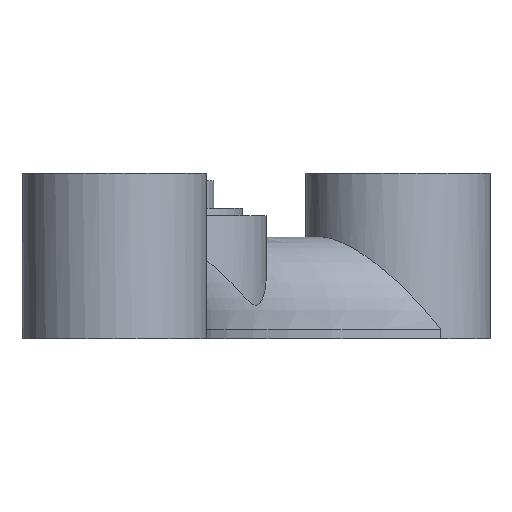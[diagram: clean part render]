
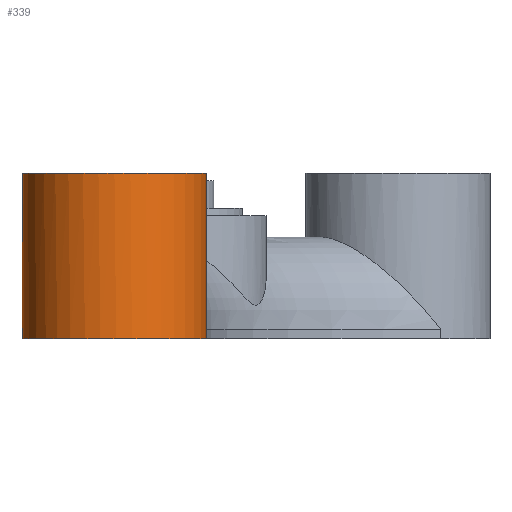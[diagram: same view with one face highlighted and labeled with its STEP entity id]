
A CAD part, front view. The second image highlights one B-rep face of the part: STEP entity #339.
In plain terms, the highlighted cylindrical face has radius 9.5 mm (diameter 19 mm), a partial arc.
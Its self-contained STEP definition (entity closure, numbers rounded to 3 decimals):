
#13 = EDGE_CURVE ( 'NONE', #891, #880, #942, .T. ) ;
#19 = EDGE_CURVE ( 'NONE', #891, #865, #947, .T. ) ;
#30 = EDGE_CURVE ( 'NONE', #868, #867, #960, .T. ) ;
#31 = EDGE_CURVE ( 'NONE', #865, #868, #3670, .T. ) ;
#339 = ADVANCED_FACE ( 'NONE', ( #2895 ), #2898, .T. ) ;
#533 = CIRCLE ( 'NONE', #604, 9.5 ) ;
#604 = AXIS2_PLACEMENT_3D ( 'NONE', #2182, #2183, #2184 ) ;
#692 = AXIS2_PLACEMENT_3D ( 'NONE', #5139, #5137, #5135 ) ;
#764 = AXIS2_PLACEMENT_3D ( 'NONE', #1061, #1062, #1063 ) ;
#796 = ORIENTED_EDGE ( 'NONE', *, *, #19, .T. ) ;
#801 = ORIENTED_EDGE ( 'NONE', *, *, #30, .T. ) ;
#802 = ORIENTED_EDGE ( 'NONE', *, *, #4384, .F. ) ;
#835 = ORIENTED_EDGE ( 'NONE', *, *, #31, .T. ) ;
#839 = ORIENTED_EDGE ( 'NONE', *, *, #13, .F. ) ;
#840 = ORIENTED_EDGE ( 'NONE', *, *, #4394, .T. ) ;
#860 = VERTEX_POINT ( 'NONE', #1301 ) ;
#865 = VERTEX_POINT ( 'NONE', #1305 ) ;
#867 = VERTEX_POINT ( 'NONE', #1306 ) ;
#868 = VERTEX_POINT ( 'NONE', #1307 ) ;
#880 = VERTEX_POINT ( 'NONE', #1317 ) ;
#891 = VERTEX_POINT ( 'NONE', #1328 ) ;
#942 = CIRCLE ( 'NONE', #764, 9.5 ) ;
#947 = LINE ( 'NONE', #1081, #948 ) ;
#948 = VECTOR ( 'NONE', #1083, 1000. ) ;
#956 = VECTOR ( 'NONE', #2823, 1000. ) ;
#960 = LINE ( 'NONE', #2822, #956 ) ;
#1061 = CARTESIAN_POINT ( 'NONE',  ( -13.777, -25.137, 17.1 ) ) ;
#1062 = DIRECTION ( 'NONE',  ( 0., 0., 1. ) ) ;
#1063 = DIRECTION ( 'NONE',  ( 1., 0., 0. ) ) ;
#1081 = CARTESIAN_POINT ( 'NONE',  ( -23.277, -25.137, 10.5 ) ) ;
#1083 = DIRECTION ( 'NONE',  ( 0., 0., -1. ) ) ;
#1301 = CARTESIAN_POINT ( 'NONE',  ( -4.277, -25.137, 0. ) ) ;
#1305 = CARTESIAN_POINT ( 'NONE',  ( -23.277, -25.137, 1.326 ) ) ;
#1306 = CARTESIAN_POINT ( 'NONE',  ( -23.271, -25.49, 0. ) ) ;
#1307 = CARTESIAN_POINT ( 'NONE',  ( -23.271, -25.49, 1. ) ) ;
#1317 = CARTESIAN_POINT ( 'NONE',  ( -4.277, -25.137, 17.1 ) ) ;
#1328 = CARTESIAN_POINT ( 'NONE',  ( -23.277, -25.137, 17.1 ) ) ;
#2144 = CARTESIAN_POINT ( 'NONE',  ( -4.277, -25.137, 10.5 ) ) ;
#2145 = DIRECTION ( 'NONE',  ( 0., 0., -1. ) ) ;
#2182 = CARTESIAN_POINT ( 'NONE',  ( -13.777, -25.137, 0. ) ) ;
#2183 = DIRECTION ( 'NONE',  ( 0., 0., 1. ) ) ;
#2184 = DIRECTION ( 'NONE',  ( 1., 0., 0. ) ) ;
#2822 = CARTESIAN_POINT ( 'NONE',  ( -23.271, -25.49, 10.5 ) ) ;
#2823 = DIRECTION ( 'NONE',  ( 0., 0., -1. ) ) ;
#2827 = CARTESIAN_POINT ( 'NONE',  ( -23.275, -25.374, 1.108 ) ) ;
#2828 = CARTESIAN_POINT ( 'NONE',  ( -23.271, -25.49, 1. ) ) ;
#2895 = FACE_OUTER_BOUND ( 'NONE', #5442, .T. ) ;
#2898 = CYLINDRICAL_SURFACE ( 'NONE', #692, 9.5 ) ;
#2986 = VECTOR ( 'NONE', #2145, 1000. ) ;
#2998 = LINE ( 'NONE', #2144, #2986 ) ;
#3670 = B_SPLINE_CURVE_WITH_KNOTS ( 'NONE', 3,
 ( #5572, #5569, #2827, #2828 ),
 .UNSPECIFIED., .F., .F.,
 ( 4, 4 ),
 ( 0.006, 0.006 ),
 .UNSPECIFIED. ) ;
#4384 = EDGE_CURVE ( 'NONE', #880, #860, #2998, .T. ) ;
#4394 = EDGE_CURVE ( 'NONE', #867, #860, #533, .T. ) ;
#5135 = DIRECTION ( 'NONE',  ( -1., 0., 0. ) ) ;
#5137 = DIRECTION ( 'NONE',  ( 0., 0., -1. ) ) ;
#5139 = CARTESIAN_POINT ( 'NONE',  ( -13.777, -25.137, 10.5 ) ) ;
#5442 = EDGE_LOOP ( 'NONE', ( #802, #839, #796, #835, #801, #840 ) ) ;
#5569 = CARTESIAN_POINT ( 'NONE',  ( -23.277, -25.255, 1.217 ) ) ;
#5572 = CARTESIAN_POINT ( 'NONE',  ( -23.277, -25.137, 1.326 ) ) ;
